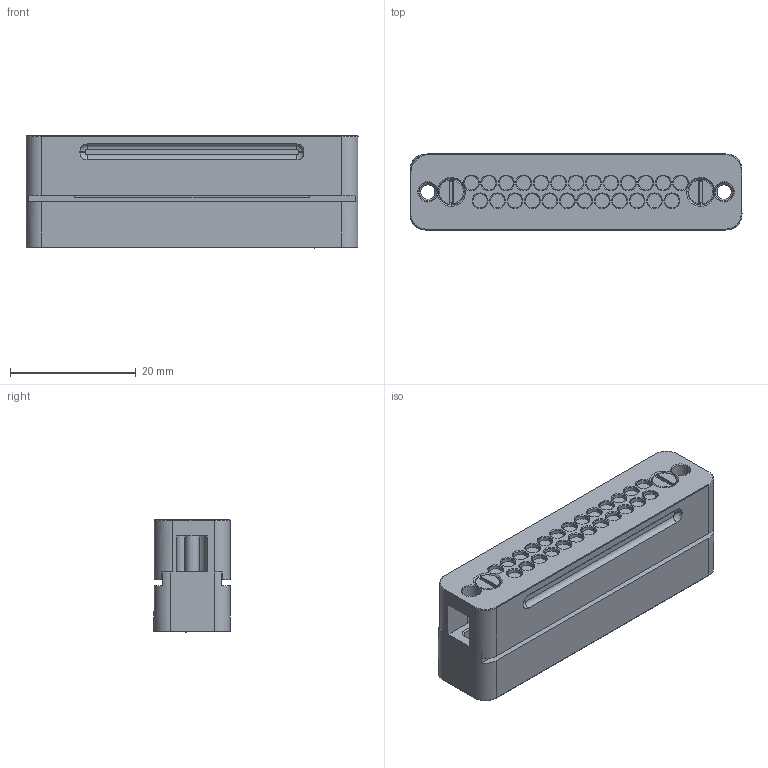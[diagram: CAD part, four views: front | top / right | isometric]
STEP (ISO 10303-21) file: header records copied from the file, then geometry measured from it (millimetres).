
FILE_DESCRIPTION (( 'STEP AP203' ), '1' );
FILE_NAME ('110905.stp', '2014-11-18T22:45:07', ( '' ), ( '' ), 'SwSTEP 2.0', 'SolidWorks 2012', '' );
FILE_SCHEMA (( 'CONFIG_CONTROL_DESIGN' ));
Length unit declared in the file: centimetre
Products named in the file (1): 110905
Bounding box: 52.7 x 12.06 x 17.78 mm (x, y, z)
Volume: 8695.3 mm3; surface area: 5591.3 mm2
Topology: 1 solids, 1 shells, 463 faces, 1050 edges, 642 vertices
Faces by surface type: cylinder 151, plane 136, bspline 92, cone 84
Entity records: 17016 total; most frequent: CARTESIAN_POINT 7217, ORIENTED_EDGE 2100, DIRECTION 1894, EDGE_CURVE 1050, AXIS2_PLACEMENT_3D 746, VERTEX_POINT 642, EDGE_LOOP 524, FACE_OUTER_BOUND 463
